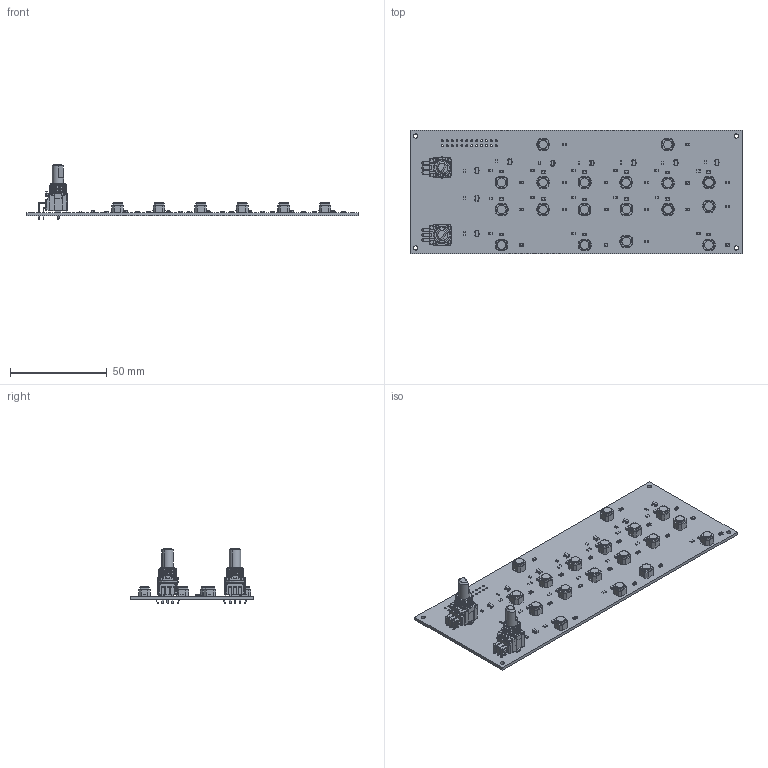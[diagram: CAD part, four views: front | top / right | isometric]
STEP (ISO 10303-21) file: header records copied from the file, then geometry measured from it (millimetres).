
FILE_DESCRIPTION(('FreeCAD Model'),'2;1');
FILE_NAME('Open CASCADE Shape Model','2024-08-01T11:15:44',('Author'),( ''),'Open CASCADE STEP processor 7.6','FreeCAD','Unknown');
FILE_SCHEMA(('AUTOMOTIVE_DESIGN { 1 0 10303 214 1 1 1 1 }'));
Length unit declared in the file: millimetre
Products named in the file (113): xVU-ECAM 1; SW_Push_1TS009xxxx-xxxx-xxxx_6x6x5mm; LinkGroup003; LinkGroup; LinkGroup001; LinkGroup002; SW_Push_1TS009xxxx-xxxx-xxxx_6x6x5mm001; LinkGroup007; LED_0805_2012Metric001; LED_0805_2012Metric; R_0805_2012Metric001; R_0805_2012Metric; D_0805_2012Metric; D_0805; SW_Push_1TS009xxxx-xxxx-xxxx_6x6x5mm002; LinkGroup011; D_0805_2012Metric001; LED_0805_2012Metric003; R_0603_1608Metric001; R_0603_1608Metric; R_0603_1608Metric003; R_0805_2012Metric003; SOT-23; SOT_23; D_0805_2012Metric002; RK09L12-F15V; xVU-ECAM 1.14.1; SOT-024; R_0603_1608Metric005; R_0805_2012Metric005; RK09L12-F15V001; SOT-025; D_0805_2012Metric003; SW_Push_1TS009xxxx-xxxx-xxxx_6x6x5mm003; LinkGroup015; SW_Push_1TS009xxxx-xxxx-xxxx_6x6x5mm004; LinkGroup019; D_0805_2012Metric004; LED_0805_2012Metric005; LED_0805_2012Metric007 ...
Assembly tree (223 placements, depth 4):
  xVU-ECAM 1
    SW_Push_1TS009xxxx-xxxx-xxxx_6x6x5mm
      LinkGroup003
        LinkGroup
        LinkGroup001
        LinkGroup002
    SW_Push_1TS009xxxx-xxxx-xxxx_6x6x5mm001
      LinkGroup007
        LinkGroup
        LinkGroup001
        LinkGroup002
    LED_0805_2012Metric001
      LED_0805_2012Metric
    R_0805_2012Metric001
      R_0805_2012Metric
    D_0805_2012Metric
      D_0805
    SW_Push_1TS009xxxx-xxxx-xxxx_6x6x5mm002
      LinkGroup011
        LinkGroup
        LinkGroup001
        LinkGroup002
    D_0805_2012Metric001
      D_0805
    LED_0805_2012Metric003
      LED_0805_2012Metric
    R_0603_1608Metric001
      R_0603_1608Metric
    R_0603_1608Metric003
      R_0603_1608Metric
    R_0805_2012Metric003
      R_0805_2012Metric
    SOT-23
      SOT_23
    D_0805_2012Metric002
      D_0805
    RK09L12-F15V
      xVU-ECAM 1.14.1
    SOT-024
      SOT_23
    R_0603_1608Metric005
      R_0603_1608Metric
    R_0805_2012Metric005
      R_0805_2012Metric
    RK09L12-F15V001
      xVU-ECAM 1.14.1
    SOT-025
      SOT_23
    D_0805_2012Metric003
      D_0805
    SW_Push_1TS009xxxx-xxxx-xxxx_6x6x5mm003
      LinkGroup015
        LinkGroup
        LinkGroup001
        LinkGroup002
    SW_Push_1TS009xxxx-xxxx-xxxx_6x6x5mm004
      LinkGroup019
        LinkGroup
        LinkGroup001
        LinkGroup002
Bounding box: 172 x 64 x 28.64 mm (x, y, z)
Volume: 23374.1 mm3; surface area: 29740.8 mm2
Topology: 121 solids, 121 shells, 4444 faces, 11616 edges, 7482 vertices
Faces by surface type: plane 3151, cylinder 1022, bspline 257, cone 6, revolution 4, torus 4
Full cylindrical faces by diameter (mm): 1 x36, 2.2 x4, 4.5 x18
Entity records: 32139 total; most frequent: CARTESIAN_POINT 6934, DIRECTION 4359, ORIENTED_EDGE 4144, EDGE_CURVE 2072, LINE 1493, VECTOR 1493, AXIS2_PLACEMENT_3D 1432, VERTEX_POINT 1328
